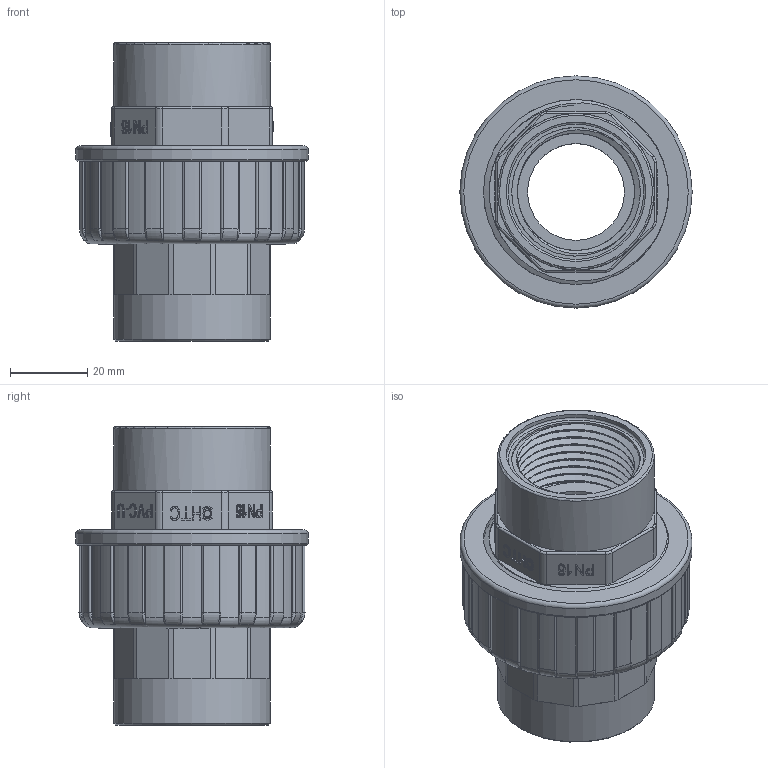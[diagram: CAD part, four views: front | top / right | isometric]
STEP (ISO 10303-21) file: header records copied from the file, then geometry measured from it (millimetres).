
FILE_DESCRIPTION(/* description */ (''),/* implementation_level */ '2;1');
FILE_NAME(/* name */ '32.stp',/* time_stamp */ '2025-05-09T09:49:57+08:00',/* author */ (''),/* organization */ (''),/* preprocessor_version */ 'ST-DEVELOPER v16.7',/* originating_system */ 'SIEMENS PLM Software NX 12.0',/* authorisation */ '');
FILE_SCHEMA (('AUTOMOTIVE_DESIGN { 1 0 10303 214 3 1 1 1 }'));
Length unit declared in the file: millimetre
Products named in the file (1): Admi38C49DCEyxjo
Bounding box: 60 x 60 x 77.1 mm (x, y, z)
Volume: 57165.9 mm3; surface area: 40745.6 mm2
Topology: 3 solids, 4 shells, 891 faces, 2377 edges, 1558 vertices
Faces by surface type: plane 406, extrusion 250, cylinder 152, bspline 47, torus 33, cone 3
Full cylindrical faces by diameter (mm): 1.74 x1, 1.962 x1, 2.321 x1, 2.616 x1, 25 x1, 25.5 x1, 31 x1, 33.249 x16, 36 x2, 38 x1, 40.5 x2, 41.1 x1, 41.6 x1, 44 x1, 44.845 x6, 47.803 x7, 60 x1
Entity records: 37400 total; most frequent: CARTESIAN_POINT 17398, ORIENTED_EDGE 4490, DIRECTION 3249, EDGE_CURVE 2245, VERTEX_POINT 1487, VECTOR 1463, LINE 1213, EDGE_LOOP 963
